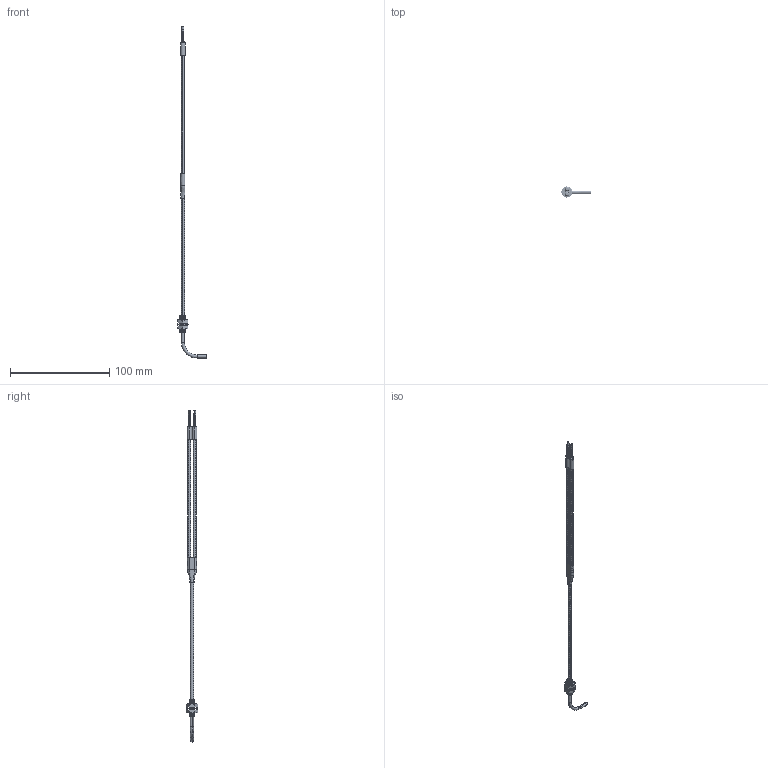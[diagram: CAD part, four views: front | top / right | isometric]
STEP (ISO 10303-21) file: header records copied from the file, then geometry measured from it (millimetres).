
FILE_DESCRIPTION((''),'2;1');
FILE_NAME('188727_ASM','2016-01-12T',('pdmadmin'),(''),'PRO/ENGINEER BY PARAMETRIC TECHNOLOGY CORPORATION, 2013230','PRO/ENGINEER BY PARAMETRIC TECHNOLOGY CORPORATION, 2013230','');
FILE_SCHEMA(('CONFIG_CONTROL_DESIGN'));
Length unit declared in the file: inch
Products named in the file (15): 111770_AF0; 110533_AF0; 110533_AF1; 110532_AF0; 110532_AF1; 110534_AF0; 112905_AF0; 30920_AF0; 111402_AF0; 111402_AF1; 09492_AF0; FIBER_CORE_1MM_AF0; FIBER_CORE_1MM_AF1; 70891_ASM; 188727_ASM
Assembly tree (14 placements, depth 3):
  188727_ASM
    70891_ASM
      111770_AF0
      110533_AF0
      110533_AF1
      110532_AF0
      110532_AF1
      110534_AF0
      112905_AF0
      30920_AF0
      111402_AF0
      111402_AF1
      09492_AF0
      FIBER_CORE_1MM_AF0
      FIBER_CORE_1MM_AF1
Bounding box: 29.38 x 11.55 x 333.72 mm (x, y, z)
Volume: 2386.1 mm3; surface area: 17070.9 mm2
Topology: 16 solids, 18 shells, 1190 faces, 2472 edges, 1314 vertices
Faces by surface type: torus 404, cone 272, cylinder 240, bspline 214, plane 60
Entity records: 74245 total; most frequent: CARTESIAN_POINT 49277, DIRECTION 5519, ORIENTED_EDGE 4936, EDGE_CURVE 2472, AXIS2_PLACEMENT_3D 2364, CIRCLE 1342, VERTEX_POINT 1314, EDGE_LOOP 1212
